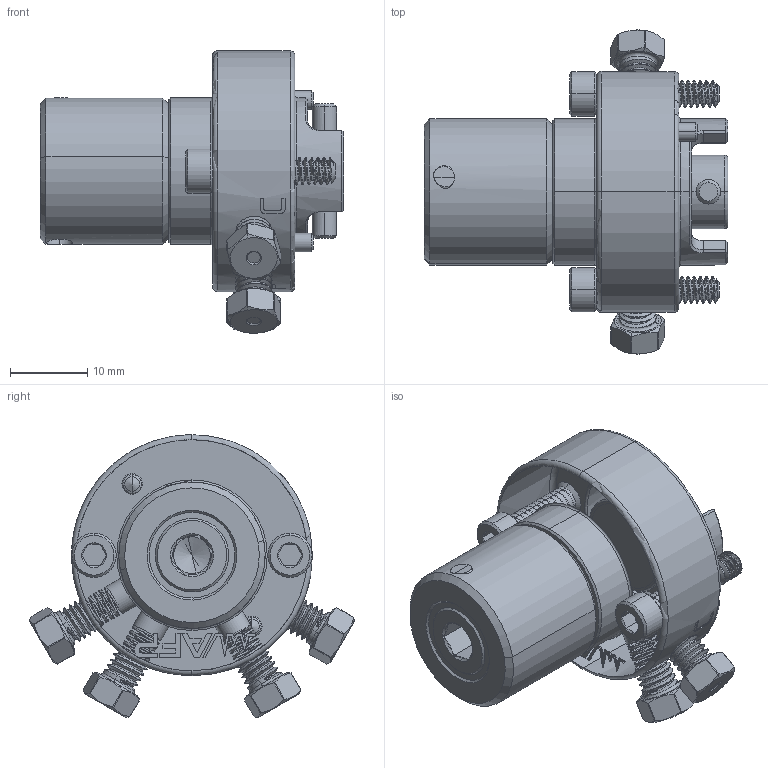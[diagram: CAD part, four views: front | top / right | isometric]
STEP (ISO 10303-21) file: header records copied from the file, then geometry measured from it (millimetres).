
FILE_DESCRIPTION (( 'STEP AP214' ), '1' );
FILE_NAME ('MRV04-16R2-0019-00_Blank.STEP', '2024-04-24T14:42:14', ( '' ), ( '' ), 'SwSTEP 2.0', 'SolidWorks 2022', '' );
FILE_SCHEMA (( 'AUTOMOTIVE_DESIGN' ));
Length unit declared in the file: millimetre
Products named in the file (5): AF00-9989-0000_Blank_AF00-9989-0000; RV00-0181-1000_Blank; MRV04-16R2-0019_Blank; AF00-9417-0000_Blank_AF00-9417-0000; MRV04-16R2-0019-00_Blank
Assembly tree (6 placements, depth 2):
  MRV04-16R2-0019-00_Blank
    MRV04-16R2-0019_Blank
    AF00-9417-0000_Blank_AF00-9417-0000  x2
    AF00-9989-0000_Blank_AF00-9989-0000  x2
    RV00-0181-1000_Blank
Bounding box: 39.4 x 42.03 x 36.64 mm (x, y, z)
Volume: 15966.2 mm3; surface area: 7264.4 mm2
Topology: 6 solids, 6 shells, 862 faces, 2308 edges, 1478 vertices
Faces by surface type: cylinder 320, plane 315, cone 133, bspline 70, torus 24
Entity records: 36748 total; most frequent: CARTESIAN_POINT 19545, ORIENTED_EDGE 3968, DIRECTION 3072, EDGE_CURVE 1984, VERTEX_POINT 1278, AXIS2_PLACEMENT_3D 1075, VECTOR 922, LINE 922
